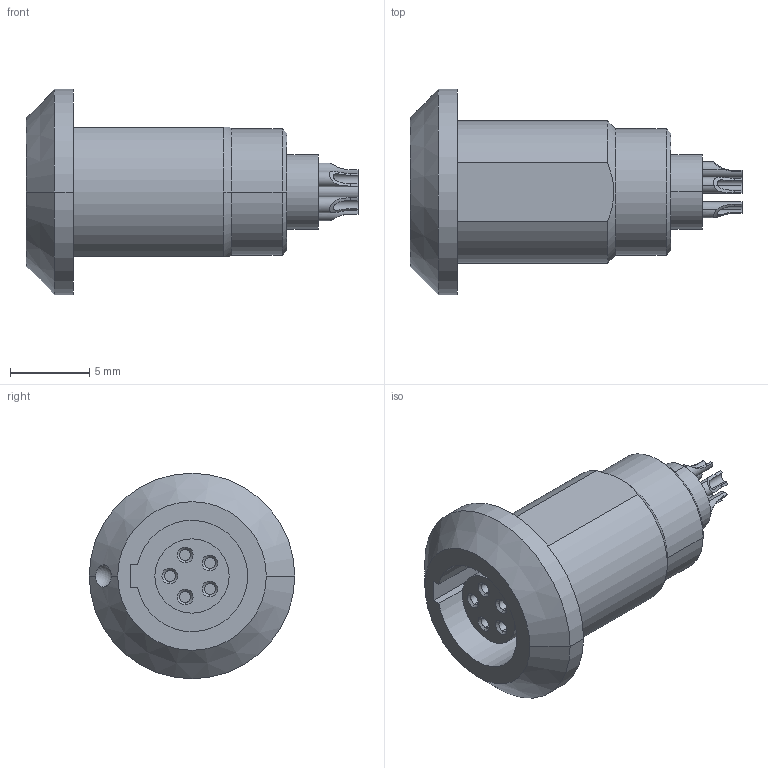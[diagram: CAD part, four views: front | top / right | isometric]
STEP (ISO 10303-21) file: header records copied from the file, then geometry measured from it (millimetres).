
FILE_DESCRIPTION((''),'2;1');
FILE_NAME('GL0L0C-P05L','2013-11-06T',('RTrager'),(''),'PRO/ENGINEER BY PARAMETRIC TECHNOLOGY CORPORATION, 2013050','PRO/ENGINEER BY PARAMETRIC TECHNOLOGY CORPORATION, 2013050','');
FILE_SCHEMA(('CONFIG_CONTROL_DESIGN'));
Length unit declared in the file: millimetre
Products named in the file (1): GL0L0C-P05L
Bounding box: 21 x 13 x 13 mm (x, y, z)
Volume: 893.9 mm3; surface area: 1235.9 mm2
Topology: 1 solids, 1 shells, 108 faces, 259 edges, 166 vertices
Faces by surface type: cylinder 51, plane 30, cone 16, torus 5, bspline 5, sphere 1
Entity records: 4014 total; most frequent: CARTESIAN_POINT 1430, DIRECTION 553, ORIENTED_EDGE 514, EDGE_CURVE 257, AXIS2_PLACEMENT_3D 224, VERTEX_POINT 166, EDGE_LOOP 123, CIRCLE 121
